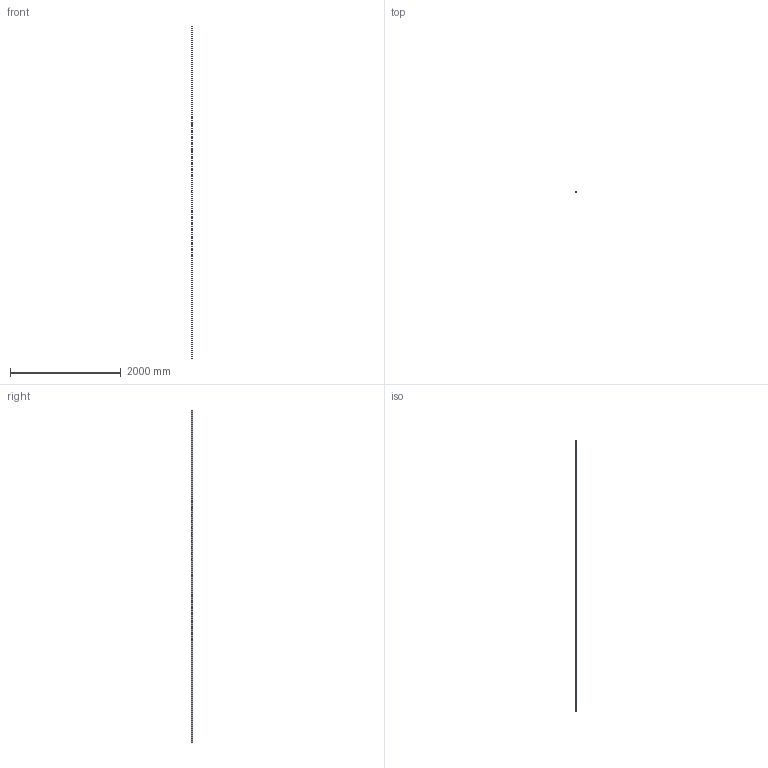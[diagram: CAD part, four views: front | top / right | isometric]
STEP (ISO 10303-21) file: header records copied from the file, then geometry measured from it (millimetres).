
FILE_DESCRIPTION (( 'STEP AP203' ), '1' );
FILE_NAME ('80501-GU-ADMK-6M.step', '2022-07-11T12:26:15', ( '' ), ( '' ), 'SwSTEP 2.0', 'SolidWorks 2018', '' );
FILE_SCHEMA (( 'CONFIG_CONTROL_DESIGN' ));
Length unit declared in the file: millimetre
Products named in the file (1): 80501-GU-ADMK-6M
Bounding box: 9.1 x 25.1 x 6000 mm (x, y, z)
Volume: 820365.3 mm3; surface area: 408278.5 mm2
Topology: 1 solids, 1 shells, 392 faces, 1065 edges, 710 vertices
Faces by surface type: plane 225, bspline 143, cylinder 24
Entity records: 19676 total; most frequent: CARTESIAN_POINT 10631, ORIENTED_EDGE 2130, DIRECTION 1327, EDGE_CURVE 1065, VECTOR 731, LINE 731, VERTEX_POINT 710, EDGE_LOOP 427
